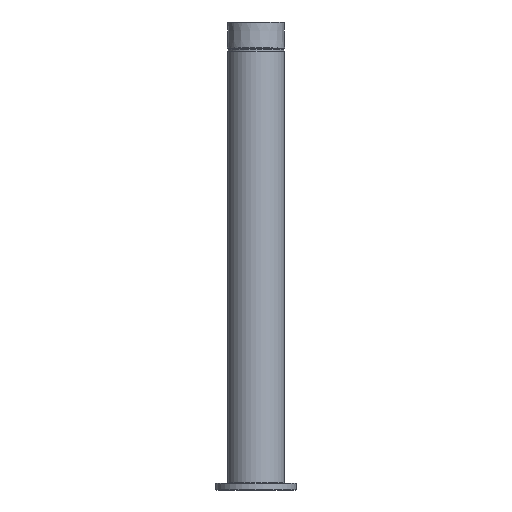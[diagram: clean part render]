
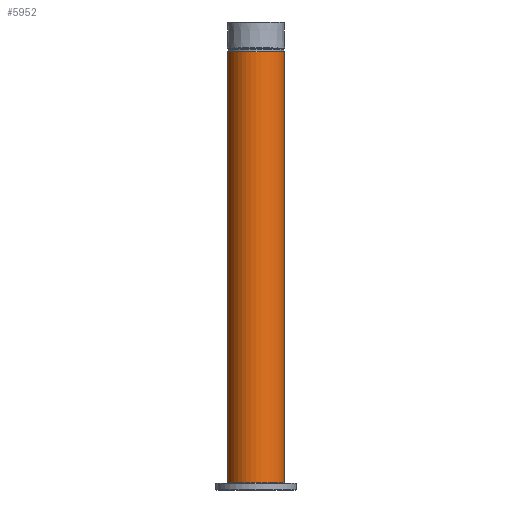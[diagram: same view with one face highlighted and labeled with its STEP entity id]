
A CAD part, front view. The second image highlights one B-rep face of the part: STEP entity #5952.
In plain terms, the highlighted cylindrical face has radius 17 mm (diameter 34 mm), a full revolution.
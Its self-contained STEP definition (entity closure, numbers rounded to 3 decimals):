
#187=LINE('',#11282,#547);
#188=LINE('',#11296,#548);
#547=VECTOR('',#9630,1000.);
#548=VECTOR('',#9631,1000.);
#911=B_SPLINE_CURVE_WITH_KNOTS('',3,(#11285,#11286,#11287,#11288,#11289,
#11290,#11291,#11292,#11293,#11294),.UNSPECIFIED.,.F.,.F.,(4,1,1,1,1,1,
1,4),(0.,0.002,0.004,0.006,0.007,
0.009,0.011,0.015),
 .UNSPECIFIED.);
#912=B_SPLINE_CURVE_WITH_KNOTS('',3,(#11298,#11299,#11300,#11301,#11302,
#11303,#11304,#11305,#11306,#11307),.UNSPECIFIED.,.F.,.F.,(4,1,1,1,1,1,
1,4),(0.,0.002,0.004,0.006,0.007,
0.009,0.011,0.015),
 .UNSPECIFIED.);
#1381=ORIENTED_EDGE('',*,*,#3108,.T.);
#1382=ORIENTED_EDGE('',*,*,#3109,.T.);
#1383=ORIENTED_EDGE('',*,*,#3110,.F.);
#1384=ORIENTED_EDGE('',*,*,#3111,.F.);
#1385=ORIENTED_EDGE('',*,*,#3112,.F.);
#1386=ORIENTED_EDGE('',*,*,#3113,.F.);
#3108=EDGE_CURVE('',#3978,#3978,#4557,.F.);
#3109=EDGE_CURVE('',#3979,#3979,#4558,.F.);
#3110=EDGE_CURVE('',#3980,#3981,#187,.F.);
#3111=EDGE_CURVE('',#3982,#3980,#911,.T.);
#3112=EDGE_CURVE('',#3983,#3982,#188,.T.);
#3113=EDGE_CURVE('',#3981,#3983,#912,.T.);
#3978=VERTEX_POINT('',#11279);
#3979=VERTEX_POINT('',#11281);
#3980=VERTEX_POINT('',#11283);
#3981=VERTEX_POINT('',#11284);
#3982=VERTEX_POINT('',#11295);
#3983=VERTEX_POINT('',#11297);
#4557=CIRCLE('',#8943,17.);
#4558=CIRCLE('',#8944,17.);
#4859=EDGE_LOOP('',(#1381));
#4860=EDGE_LOOP('',(#1382));
#4861=EDGE_LOOP('',(#1383,#1384,#1385,#1386));
#5379=FACE_BOUND('',#4859,.T.);
#5380=FACE_BOUND('',#4860,.T.);
#5381=FACE_BOUND('',#4861,.T.);
#5871=CYLINDRICAL_SURFACE('',#8942,17.);
#5952=ADVANCED_FACE('',(#5379,#5380,#5381),#5871,.T.);
#8942=AXIS2_PLACEMENT_3D('',#11277,#9624,#9625);
#8943=AXIS2_PLACEMENT_3D('',#11278,#9626,#9627);
#8944=AXIS2_PLACEMENT_3D('',#11280,#9628,#9629);
#9624=DIRECTION('',(1.,0.,0.));
#9625=DIRECTION('',(0.,0.,-1.));
#9626=DIRECTION('',(1.,0.,0.));
#9627=DIRECTION('',(0.,0.,-1.));
#9628=DIRECTION('',(-1.,0.,0.));
#9629=DIRECTION('',(0.,0.,1.));
#9630=DIRECTION('',(1.,0.,0.));
#9631=DIRECTION('',(1.,0.,0.));
#11277=CARTESIAN_POINT('',(0.,0.,0.));
#11278=CARTESIAN_POINT('',(-0.25,0.,0.));
#11279=CARTESIAN_POINT('',(-0.25,0.,-17.));
#11280=CARTESIAN_POINT('',(-256.75,0.,0.));
#11281=CARTESIAN_POINT('',(-256.75,0.,17.));
#11282=CARTESIAN_POINT('',(-123.,16.,-5.745));
#11283=CARTESIAN_POINT('',(-228.5,16.,-5.745));
#11284=CARTESIAN_POINT('',(-236.5,16.,-5.745));
#11285=CARTESIAN_POINT('',(-228.5,16.,5.745));
#11286=CARTESIAN_POINT('',(-227.944,16.097,5.475));
#11287=CARTESIAN_POINT('',(-226.914,16.313,4.832));
#11288=CARTESIAN_POINT('',(-225.614,16.657,3.511));
#11289=CARTESIAN_POINT('',(-224.722,16.928,1.871));
#11290=CARTESIAN_POINT('',(-224.391,17.035,0.016));
#11291=CARTESIAN_POINT('',(-224.713,16.931,-1.851));
#11292=CARTESIAN_POINT('',(-225.905,16.568,-4.049));
#11293=CARTESIAN_POINT('',(-227.386,16.194,-5.205));
#11294=CARTESIAN_POINT('',(-228.5,16.,-5.745));
#11295=CARTESIAN_POINT('',(-228.5,16.,5.745));
#11296=CARTESIAN_POINT('',(-123.,16.,5.745));
#11297=CARTESIAN_POINT('',(-236.5,16.,5.745));
#11298=CARTESIAN_POINT('',(-236.5,16.,-5.745));
#11299=CARTESIAN_POINT('',(-237.056,16.097,-5.475));
#11300=CARTESIAN_POINT('',(-238.086,16.313,-4.832));
#11301=CARTESIAN_POINT('',(-239.386,16.657,-3.511));
#11302=CARTESIAN_POINT('',(-240.278,16.928,-1.871));
#11303=CARTESIAN_POINT('',(-240.609,17.035,-0.016));
#11304=CARTESIAN_POINT('',(-240.287,16.931,1.851));
#11305=CARTESIAN_POINT('',(-239.095,16.568,4.049));
#11306=CARTESIAN_POINT('',(-237.614,16.194,5.205));
#11307=CARTESIAN_POINT('',(-236.5,16.,5.745));
